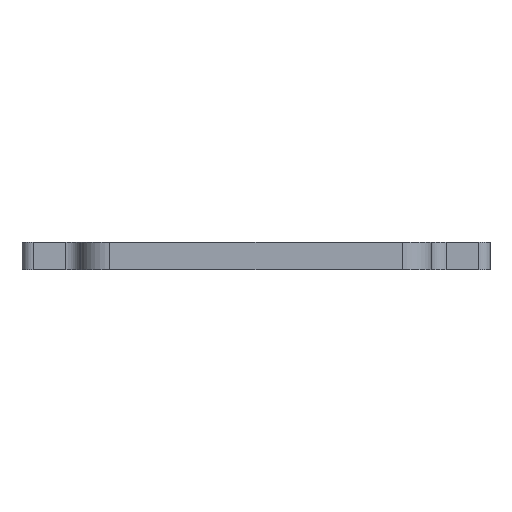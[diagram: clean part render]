
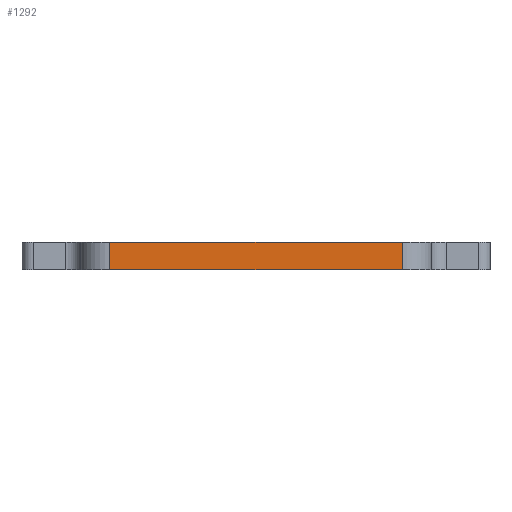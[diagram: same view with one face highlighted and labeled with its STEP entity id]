
A CAD part, front view. The second image highlights one B-rep face of the part: STEP entity #1292.
In plain terms, the highlighted planar face has unit normal (0, -1, 0).
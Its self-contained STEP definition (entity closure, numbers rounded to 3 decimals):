
#80=PLANE('',#1436);
#132=FACE_OUTER_BOUND('',#194,.T.);
#194=EDGE_LOOP('',(#1005,#1006,#1007,#1008));
#326=LINE('',#2110,#418);
#327=LINE('',#2113,#419);
#328=LINE('',#2115,#420);
#329=LINE('',#2116,#421);
#418=VECTOR('',#1744,10.);
#419=VECTOR('',#1747,10.);
#420=VECTOR('',#1748,10.);
#421=VECTOR('',#1749,10.);
#627=VERTEX_POINT('',#2106);
#628=VERTEX_POINT('',#2108);
#629=VERTEX_POINT('',#2112);
#630=VERTEX_POINT('',#2114);
#786=EDGE_CURVE('',#627,#628,#326,.T.);
#787=EDGE_CURVE('',#627,#629,#327,.T.);
#788=EDGE_CURVE('',#630,#628,#328,.T.);
#789=EDGE_CURVE('',#629,#630,#329,.T.);
#1005=ORIENTED_EDGE('',*,*,#787,.F.);
#1006=ORIENTED_EDGE('',*,*,#786,.T.);
#1007=ORIENTED_EDGE('',*,*,#788,.F.);
#1008=ORIENTED_EDGE('',*,*,#789,.F.);
#1292=ADVANCED_FACE('',(#132),#80,.T.);
#1436=AXIS2_PLACEMENT_3D('',#2111,#1745,#1746);
#1744=DIRECTION('',(0.,0.,1.));
#1745=DIRECTION('center_axis',(0.,-1.,0.));
#1746=DIRECTION('ref_axis',(1.,0.,0.));
#1747=DIRECTION('',(-1.,0.,0.));
#1748=DIRECTION('',(1.,0.,0.));
#1749=DIRECTION('',(0.,0.,1.));
#2106=CARTESIAN_POINT('',(50.,-84.,0.));
#2108=CARTESIAN_POINT('',(50.,-84.,9.525));
#2110=CARTESIAN_POINT('',(50.,-84.,0.));
#2111=CARTESIAN_POINT('Origin',(-50.,-84.,0.));
#2112=CARTESIAN_POINT('',(-50.,-84.,0.));
#2113=CARTESIAN_POINT('',(50.,-84.,0.));
#2114=CARTESIAN_POINT('',(-50.,-84.,9.525));
#2115=CARTESIAN_POINT('',(50.,-84.,9.525));
#2116=CARTESIAN_POINT('',(-50.,-84.,0.));
